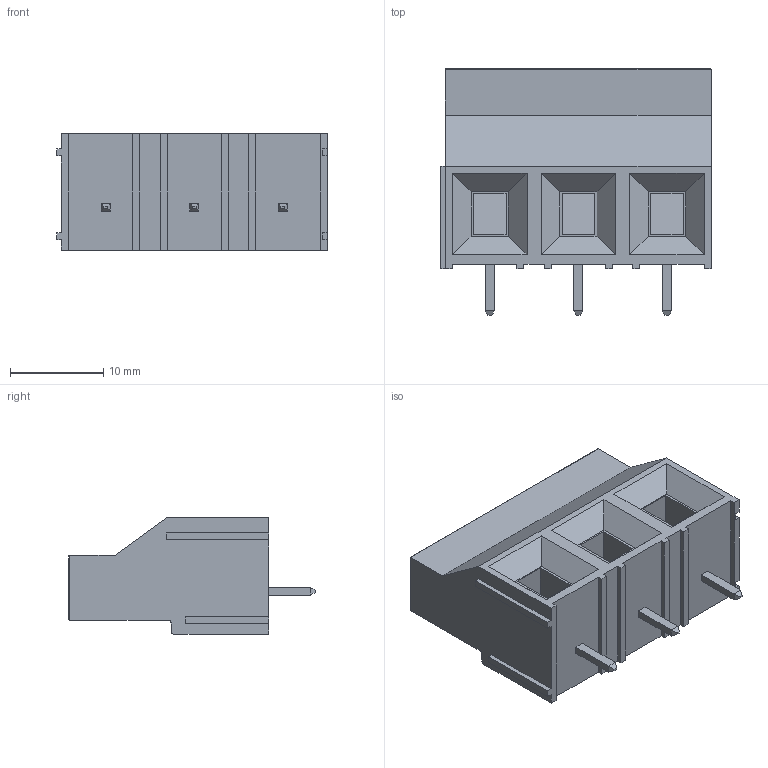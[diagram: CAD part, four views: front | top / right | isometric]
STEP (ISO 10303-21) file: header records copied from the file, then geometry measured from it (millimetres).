
FILE_DESCRIPTION (( 'STEP AP214' ), '1' );
FILE_NAME ('ek950-3.STEP', '2020-10-14T14:51:05', ( 'pkot' ), ( '' ), 'SwSTEP 2.0', 'SolidWorks 2020', '' );
FILE_SCHEMA (( 'AUTOMOTIVE_DESIGN' ));
Length unit declared in the file: millimetre
Products named in the file (1): ek950-3
Bounding box: 29.06 x 26.5 x 12.5 mm (x, y, z)
Volume: 5363.4 mm3; surface area: 3373.6 mm2
Topology: 1 solids, 1 shells, 189 faces, 461 edges, 293 vertices
Faces by surface type: plane 136, cylinder 34, torus 12, cone 7
Entity records: 7681 total; most frequent: CARTESIAN_POINT 1148, ORIENTED_EDGE 922, DIRECTION 878, EDGE_CURVE 461, LINE 352, VECTOR 352, VERTEX_POINT 293, AXIS2_PLACEMENT_3D 263
